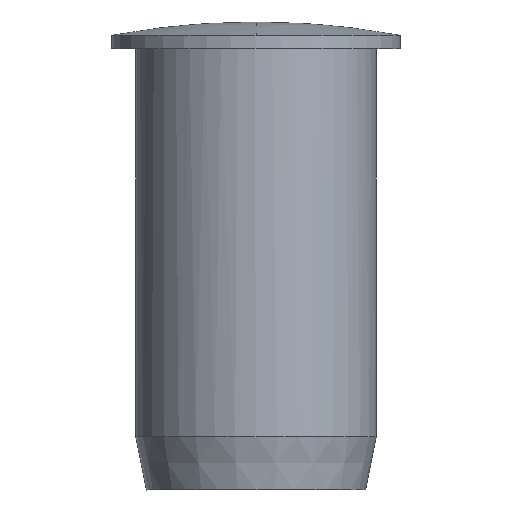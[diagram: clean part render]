
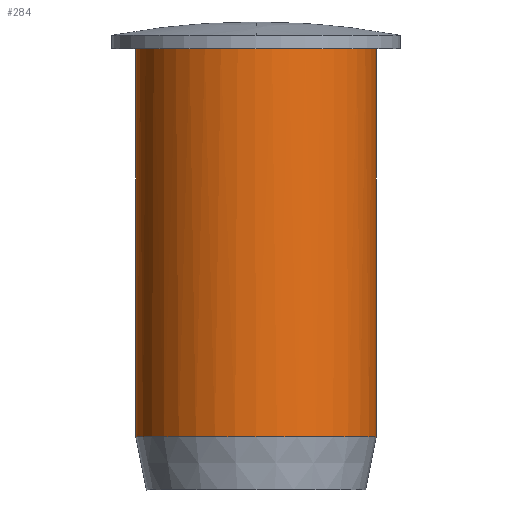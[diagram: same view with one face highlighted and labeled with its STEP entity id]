
A CAD part, front view. The second image highlights one B-rep face of the part: STEP entity #284.
In plain terms, the highlighted cylindrical face has radius 4.5 mm (diameter 9 mm), a partial arc.
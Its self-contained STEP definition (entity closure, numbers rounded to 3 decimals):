
#257=AXIS2_PLACEMENT_3D('Cylinder Axis2P3D',#254,#255,#256) ;
#268=AXIS2_PLACEMENT_3D('Circle Axis2P3D',#266,#267,$) ;
#124=CARTESIAN_POINT('Control Point',(9.9,5.4,16.5)) ;
#125=CARTESIAN_POINT('Control Point',(9.9,4.984,16.5)) ;
#126=CARTESIAN_POINT('Control Point',(9.852,4.569,16.5)) ;
#127=CARTESIAN_POINT('Control Point',(9.756,4.16,16.5)) ;
#128=CARTESIAN_POINT('Control Point',(9.471,3.373,16.5)) ;
#129=CARTESIAN_POINT('Control Point',(9.015,2.672,16.5)) ;
#130=CARTESIAN_POINT('Control Point',(8.747,2.349,16.5)) ;
#131=CARTESIAN_POINT('Control Point',(8.142,1.771,16.5)) ;
#132=CARTESIAN_POINT('Control Point',(7.421,1.347,16.5)) ;
#133=CARTESIAN_POINT('Control Point',(7.037,1.177,16.5)) ;
#134=CARTESIAN_POINT('Control Point',(6.237,0.93,16.5)) ;
#135=CARTESIAN_POINT('Control Point',(5.403,0.871,16.5)) ;
#136=CARTESIAN_POINT('Control Point',(4.983,0.89,16.5)) ;
#137=CARTESIAN_POINT('Control Point',(4.158,1.025,16.5)) ;
#138=CARTESIAN_POINT('Control Point',(3.384,1.344,16.5)) ;
#139=CARTESIAN_POINT('Control Point',(3.017,1.548,16.5)) ;
#140=CARTESIAN_POINT('Control Point',(2.338,2.037,16.5)) ;
#141=CARTESIAN_POINT('Control Point',(1.788,2.668,16.5)) ;
#142=CARTESIAN_POINT('Control Point',(1.551,3.014,16.5)) ;
#143=CARTESIAN_POINT('Control Point',(1.199,3.681,16.5)) ;
#144=CARTESIAN_POINT('Control Point',(0.993,4.404,16.5)) ;
#145=CARTESIAN_POINT('Control Point',(0.931,4.733,16.5)) ;
#146=CARTESIAN_POINT('Control Point',(0.9,5.067,16.5)) ;
#147=CARTESIAN_POINT('Control Point',(0.9,5.4,16.5)) ;
#148=CARTESIAN_POINT('Vertex',(9.9,5.4,16.5)) ;
#150=CARTESIAN_POINT('Vertex',(0.9,5.4,16.5)) ;
#254=CARTESIAN_POINT('Axis2P3D Location',(5.4,5.4,16.5)) ;
#259=CARTESIAN_POINT('Line Origine',(0.9,5.4,16.5)) ;
#263=CARTESIAN_POINT('Vertex',(0.9,5.4,2.)) ;
#266=CARTESIAN_POINT('Axis2P3D Location',(5.4,5.4,2.)) ;
#270=CARTESIAN_POINT('Vertex',(9.9,5.4,2.)) ;
#273=CARTESIAN_POINT('Line Origine',(9.9,5.4,16.5)) ;
#255=DIRECTION('Axis2P3D Direction',(0.,0.,-1.)) ;
#256=DIRECTION('Axis2P3D XDirection',(-1.,0.,-0.)) ;
#260=DIRECTION('Vector Direction',(0.,0.,-1.)) ;
#267=DIRECTION('Axis2P3D Direction',(0.,0.,-1.)) ;
#274=DIRECTION('Vector Direction',(0.,0.,-1.)) ;
#261=VECTOR('Line Direction',#260,1.) ;
#275=VECTOR('Line Direction',#274,1.) ;
#279=ORIENTED_EDGE('',*,*,#265,.F.) ;
#280=ORIENTED_EDGE('',*,*,#272,.T.) ;
#281=ORIENTED_EDGE('',*,*,#277,.F.) ;
#282=ORIENTED_EDGE('',*,*,#152,.T.) ;
#284=ADVANCED_FACE('CABTITE BP 9MM PA',(#283),#258,.T.) ;
#123=B_SPLINE_CURVE_WITH_KNOTS('',5,(#124,#125,#126,#127,#128,#129,#130,#131,#132,#133,#134,#135,#136,#137,#138,#139,#140,#141,#142,#143,#144,#145,#146,#147),.UNSPECIFIED.,.F.,.U.,(6,3,3,3,3,3,3,6),(0.,2.946,5.891,8.837,11.782,14.728,17.673,20.035),.UNSPECIFIED.) ;
#269=CIRCLE('generated circle',#268,4.5) ;
#258=CYLINDRICAL_SURFACE('generated cylinder',#257,4.5) ;
#152=EDGE_CURVE('',#149,#151,#123,.T.) ;
#265=EDGE_CURVE('',#264,#151,#262,.F.) ;
#272=EDGE_CURVE('',#264,#271,#269,.F.) ;
#277=EDGE_CURVE('',#149,#271,#276,.T.) ;
#278=EDGE_LOOP('',(#279,#280,#281,#282)) ;
#283=FACE_OUTER_BOUND('',#278,.T.) ;
#262=LINE('Line',#259,#261) ;
#276=LINE('Line',#273,#275) ;
#149=VERTEX_POINT('',#148) ;
#151=VERTEX_POINT('',#150) ;
#264=VERTEX_POINT('',#263) ;
#271=VERTEX_POINT('',#270) ;
